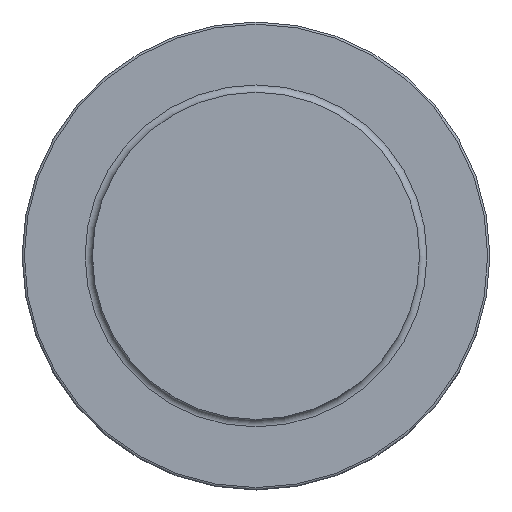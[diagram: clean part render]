
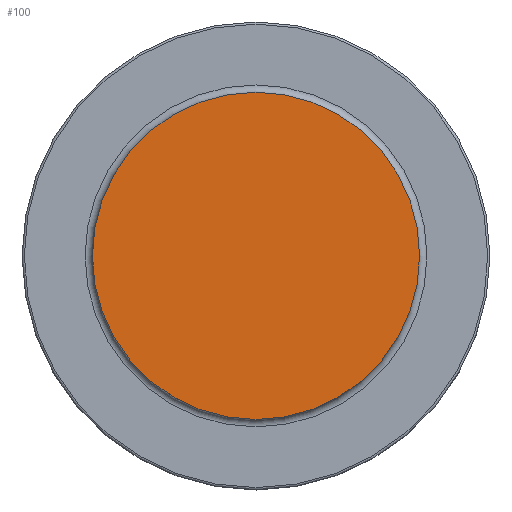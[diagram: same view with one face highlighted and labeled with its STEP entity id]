
A CAD part, top view. The second image highlights one B-rep face of the part: STEP entity #100.
In plain terms, the highlighted planar face has unit normal (0, 0, 1).
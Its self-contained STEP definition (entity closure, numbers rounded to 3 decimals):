
#100 = ADVANCED_FACE( '', ( #220 ), #221, .F. );
#220 = FACE_OUTER_BOUND( '', #337, .T. );
#221 = PLANE( '', #338 );
#337 = EDGE_LOOP( '', ( #496 ) );
#338 = AXIS2_PLACEMENT_3D( '', #497, #498, #499 );
#496 = ORIENTED_EDGE( '', *, *, #519, .T. );
#497 = CARTESIAN_POINT( '', ( -22.225, 0., 145. ) );
#498 = DIRECTION( '', ( 0., 0., -1. ) );
#499 = DIRECTION( '', ( 0., 1., 0. ) );
#519 = EDGE_CURVE( '', #574, #574, #575, .T. );
#574 = VERTEX_POINT( '', #656 );
#575 = CIRCLE( '', #657, 22.225 );
#656 = CARTESIAN_POINT( '', ( 0., -22.225, 145. ) );
#657 = AXIS2_PLACEMENT_3D( '', #737, #738, #739 );
#737 = CARTESIAN_POINT( '', ( 0., 0., 145. ) );
#738 = DIRECTION( '', ( 0., 0., 1. ) );
#739 = DIRECTION( '', ( 0., -1., 0. ) );
